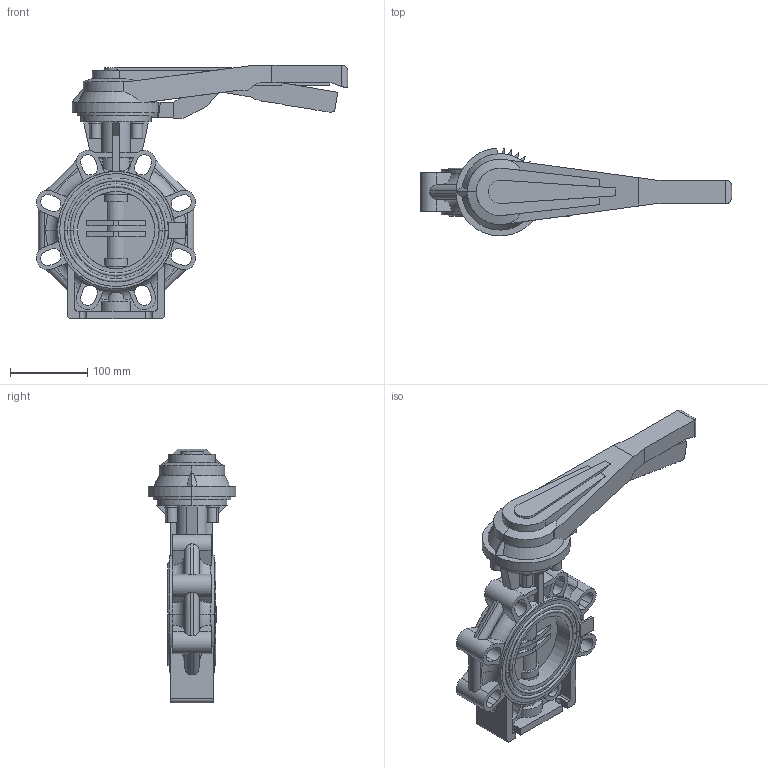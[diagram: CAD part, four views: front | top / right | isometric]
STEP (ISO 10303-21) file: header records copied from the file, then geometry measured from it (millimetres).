
FILE_DESCRIPTION(('STEP AP214'),'1');
FILE_NAME('cctmp_098C06B2-1F3A-40FC-A642-0BC78D999F87_2018_12_10_9_15_12_207..stp','2018-12-10T08:15:12',('Praher Valves GmbH'),('CADClick - www.CADClick.com'),'Spatial InterOp 3D',' ','unknown authorization');
FILE_SCHEMA(('AUTOMOTIVE_DESIGN'));
Length unit declared in the file: millimetre
Products named in the file (1): 1
Bounding box: 403.21 x 113.68 x 328.61 mm (x, y, z)
Volume: 2192106.3 mm3; surface area: 342717.4 mm2
Topology: 2 solids, 3 shells, 620 faces, 1797 edges, 1186 vertices
Faces by surface type: plane 370, cylinder 213, torus 30, cone 7
Entity records: 28392 total; most frequent: CARTESIAN_POINT 6652, ORIENTED_EDGE 3594, DIRECTION 3512, EDGE_CURVE 1797, AXIS2_PLACEMENT_3D 1199, VERTEX_POINT 1186, LINE 1114, VECTOR 1114
